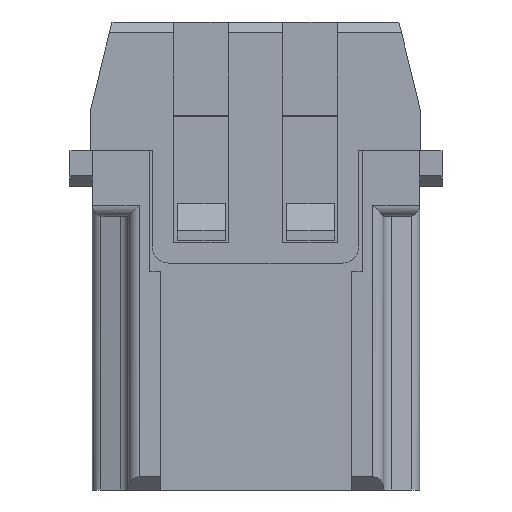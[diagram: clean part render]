
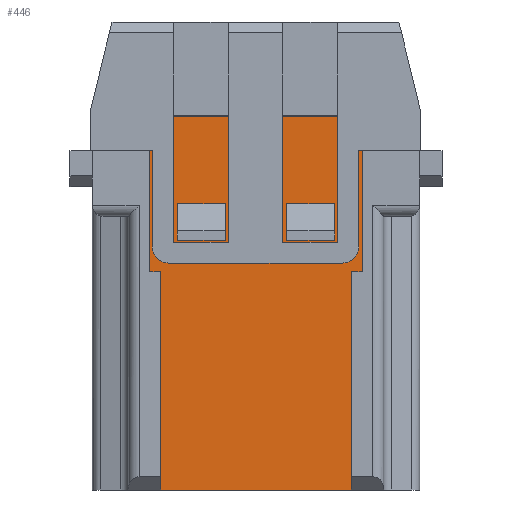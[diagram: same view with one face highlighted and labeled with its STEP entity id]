
A CAD part, front view. The second image highlights one B-rep face of the part: STEP entity #446.
In plain terms, the highlighted planar face has unit normal (0, -1, 0).
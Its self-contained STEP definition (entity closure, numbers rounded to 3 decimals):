
#264=FACE_BOUND('',#1119,.T.);
#265=FACE_BOUND('',#1120,.T.);
#266=FACE_BOUND('',#1121,.T.);
#446=ADVANCED_FACE('',(#264,#265,#266),#701,.F.);
#701=PLANE('',#5103);
#1119=EDGE_LOOP('',(#1519,#1520,#1521,#1522));
#1120=EDGE_LOOP('',(#1523,#1524,#1525,#1526));
#1121=EDGE_LOOP('',(#1527,#1528,#1529,#1530,#1531,#1532,#1533,#1534,#1535,
#1536,#1537,#1538));
#1519=ORIENTED_EDGE('',*,*,#3435,.F.);
#1520=ORIENTED_EDGE('',*,*,#3436,.F.);
#1521=ORIENTED_EDGE('',*,*,#3437,.F.);
#1522=ORIENTED_EDGE('',*,*,#3438,.F.);
#1523=ORIENTED_EDGE('',*,*,#3439,.F.);
#1524=ORIENTED_EDGE('',*,*,#3440,.F.);
#1525=ORIENTED_EDGE('',*,*,#3441,.F.);
#1526=ORIENTED_EDGE('',*,*,#3442,.F.);
#1527=ORIENTED_EDGE('',*,*,#3414,.T.);
#1528=ORIENTED_EDGE('',*,*,#3443,.T.);
#1529=ORIENTED_EDGE('',*,*,#3444,.F.);
#1530=ORIENTED_EDGE('',*,*,#3445,.F.);
#1531=ORIENTED_EDGE('',*,*,#3343,.T.);
#1532=ORIENTED_EDGE('',*,*,#3446,.F.);
#1533=ORIENTED_EDGE('',*,*,#3447,.F.);
#1534=ORIENTED_EDGE('',*,*,#3448,.T.);
#1535=ORIENTED_EDGE('',*,*,#3321,.T.);
#1536=ORIENTED_EDGE('',*,*,#3449,.T.);
#1537=ORIENTED_EDGE('',*,*,#3450,.T.);
#1538=ORIENTED_EDGE('',*,*,#3451,.F.);
#2841=VERTEX_POINT('',#6753);
#2842=VERTEX_POINT('',#6755);
#2863=VERTEX_POINT('',#6829);
#2864=VERTEX_POINT('',#6831);
#2930=VERTEX_POINT('',#6974);
#2931=VERTEX_POINT('',#6976);
#2951=VERTEX_POINT('',#7020);
#2952=VERTEX_POINT('',#7021);
#2953=VERTEX_POINT('',#7023);
#2954=VERTEX_POINT('',#7025);
#2955=VERTEX_POINT('',#7028);
#2956=VERTEX_POINT('',#7029);
#2957=VERTEX_POINT('',#7031);
#2958=VERTEX_POINT('',#7033);
#2959=VERTEX_POINT('',#7036);
#2960=VERTEX_POINT('',#7038);
#2961=VERTEX_POINT('',#7041);
#2962=VERTEX_POINT('',#7043);
#2963=VERTEX_POINT('',#7046);
#2964=VERTEX_POINT('',#7048);
#3321=EDGE_CURVE('',#2842,#2841,#4041,.T.);
#3343=EDGE_CURVE('',#2864,#2863,#4053,.T.);
#3414=EDGE_CURVE('',#2931,#2930,#4113,.T.);
#3435=EDGE_CURVE('',#2951,#2952,#4133,.T.);
#3436=EDGE_CURVE('',#2953,#2951,#4134,.T.);
#3437=EDGE_CURVE('',#2954,#2953,#4135,.T.);
#3438=EDGE_CURVE('',#2952,#2954,#4136,.T.);
#3439=EDGE_CURVE('',#2955,#2956,#4137,.T.);
#3440=EDGE_CURVE('',#2957,#2955,#4138,.T.);
#3441=EDGE_CURVE('',#2958,#2957,#4139,.T.);
#3442=EDGE_CURVE('',#2956,#2958,#4140,.T.);
#3443=EDGE_CURVE('',#2930,#2959,#4141,.T.);
#3444=EDGE_CURVE('',#2960,#2959,#4142,.T.);
#3445=EDGE_CURVE('',#2864,#2960,#4143,.T.);
#3446=EDGE_CURVE('',#2961,#2863,#4144,.T.);
#3447=EDGE_CURVE('',#2962,#2961,#4145,.T.);
#3448=EDGE_CURVE('',#2962,#2842,#4146,.T.);
#3449=EDGE_CURVE('',#2841,#2963,#4147,.T.);
#3450=EDGE_CURVE('',#2963,#2964,#4148,.T.);
#3451=EDGE_CURVE('',#2931,#2964,#4149,.T.);
#4041=LINE('',#6754,#4561);
#4053=LINE('',#6830,#4573);
#4113=LINE('',#6975,#4633);
#4133=LINE('',#7019,#4653);
#4134=LINE('',#7022,#4654);
#4135=LINE('',#7024,#4655);
#4136=LINE('',#7026,#4656);
#4137=LINE('',#7027,#4657);
#4138=LINE('',#7030,#4658);
#4139=LINE('',#7032,#4659);
#4140=LINE('',#7034,#4660);
#4141=LINE('',#7035,#4661);
#4142=LINE('',#7037,#4662);
#4143=LINE('',#7039,#4663);
#4144=LINE('',#7040,#4664);
#4145=LINE('',#7042,#4665);
#4146=LINE('',#7044,#4666);
#4147=LINE('',#7045,#4667);
#4148=LINE('',#7047,#4668);
#4149=LINE('',#7049,#4669);
#4561=VECTOR('',#5467,1.);
#4573=VECTOR('',#5483,1.);
#4633=VECTOR('',#5579,1.);
#4653=VECTOR('',#5607,1.);
#4654=VECTOR('',#5608,1.);
#4655=VECTOR('',#5609,1.);
#4656=VECTOR('',#5610,1.);
#4657=VECTOR('',#5611,1.);
#4658=VECTOR('',#5612,1.);
#4659=VECTOR('',#5613,1.);
#4660=VECTOR('',#5614,1.);
#4661=VECTOR('',#5615,1.);
#4662=VECTOR('',#5616,1.);
#4663=VECTOR('',#5617,1.);
#4664=VECTOR('',#5618,1.);
#4665=VECTOR('',#5619,1.);
#4666=VECTOR('',#5620,1.);
#4667=VECTOR('',#5621,1.);
#4668=VECTOR('',#5622,1.);
#4669=VECTOR('',#5623,1.);
#5103=AXIS2_PLACEMENT_3D('',#7050,#5624,#5625);
#5467=DIRECTION('',(1.,0.,0.));
#5483=DIRECTION('',(1.,0.,0.));
#5579=DIRECTION('',(1.,0.,0.));
#5607=DIRECTION('',(0.,0.,1.));
#5608=DIRECTION('',(1.,0.,0.));
#5609=DIRECTION('',(0.,0.,-1.));
#5610=DIRECTION('',(-1.,0.,0.));
#5611=DIRECTION('',(0.,0.,1.));
#5612=DIRECTION('',(1.,0.,0.));
#5613=DIRECTION('',(0.,0.,-1.));
#5614=DIRECTION('',(-1.,0.,0.));
#5615=DIRECTION('',(0.,0.,1.));
#5616=DIRECTION('',(-1.,0.,0.));
#5617=DIRECTION('',(0.,0.,-1.));
#5618=DIRECTION('',(0.,0.,-1.));
#5619=DIRECTION('',(1.,0.,0.));
#5620=DIRECTION('',(0.,0.,-1.));
#5621=DIRECTION('',(0.,0.,-1.));
#5622=DIRECTION('',(1.,0.,0.));
#5623=DIRECTION('',(0.,0.,1.));
#5624=DIRECTION('',(0.,1.,0.));
#5625=DIRECTION('',(0.,0.,1.));
#6753=CARTESIAN_POINT('',(-24.789,-1.97,31.1));
#6754=CARTESIAN_POINT('',(-389.561,-1.97,31.1));
#6755=CARTESIAN_POINT('',(-28.465,-1.97,31.1));
#6829=CARTESIAN_POINT('',(-1.616,-1.97,31.1));
#6830=CARTESIAN_POINT('',(-389.561,-1.97,31.1));
#6831=CARTESIAN_POINT('',(-5.29,-1.97,31.1));
#6974=CARTESIAN_POINT('',(-6.29,-1.97,0.));
#6975=CARTESIAN_POINT('',(-389.561,-1.97,0.));
#6976=CARTESIAN_POINT('',(-23.789,-1.97,0.));
#7019=CARTESIAN_POINT('',(-17.84,-1.97,31.2));
#7020=CARTESIAN_POINT('',(-17.84,-1.97,22.9));
#7021=CARTESIAN_POINT('',(-17.84,-1.97,26.226));
#7022=CARTESIAN_POINT('',(-5.391,-1.97,22.9));
#7023=CARTESIAN_POINT('',(-22.239,-1.97,22.9));
#7024=CARTESIAN_POINT('',(-22.239,-1.97,31.2));
#7025=CARTESIAN_POINT('',(-22.239,-1.97,26.226));
#7026=CARTESIAN_POINT('',(-389.561,-1.97,26.226));
#7027=CARTESIAN_POINT('',(-7.84,-1.97,31.2));
#7028=CARTESIAN_POINT('',(-7.84,-1.97,22.9));
#7029=CARTESIAN_POINT('',(-7.84,-1.97,26.226));
#7030=CARTESIAN_POINT('',(-5.391,-1.97,22.9));
#7031=CARTESIAN_POINT('',(-12.24,-1.97,22.9));
#7032=CARTESIAN_POINT('',(-12.24,-1.97,31.2));
#7033=CARTESIAN_POINT('',(-12.24,-1.97,26.226));
#7034=CARTESIAN_POINT('',(-389.561,-1.97,26.226));
#7035=CARTESIAN_POINT('',(-6.29,-1.97,0.));
#7036=CARTESIAN_POINT('',(-6.29,-1.97,20.));
#7037=CARTESIAN_POINT('',(-5.391,-1.97,20.));
#7038=CARTESIAN_POINT('',(-5.29,-1.97,20.));
#7039=CARTESIAN_POINT('',(-5.29,-1.97,33.1));
#7040=CARTESIAN_POINT('',(-1.616,-1.97,33.1));
#7041=CARTESIAN_POINT('',(-1.616,-1.97,34.2));
#7042=CARTESIAN_POINT('',(-15.04,-1.97,34.2));
#7043=CARTESIAN_POINT('',(-28.465,-1.97,34.2));
#7044=CARTESIAN_POINT('',(-28.465,-1.97,33.1));
#7045=CARTESIAN_POINT('',(-24.789,-1.97,26.7));
#7046=CARTESIAN_POINT('',(-24.789,-1.97,20.));
#7047=CARTESIAN_POINT('',(-24.789,-1.97,20.));
#7048=CARTESIAN_POINT('',(-23.789,-1.97,20.));
#7049=CARTESIAN_POINT('',(-23.789,-1.97,33.1));
#7050=CARTESIAN_POINT('',(-5.391,-1.97,33.1));
